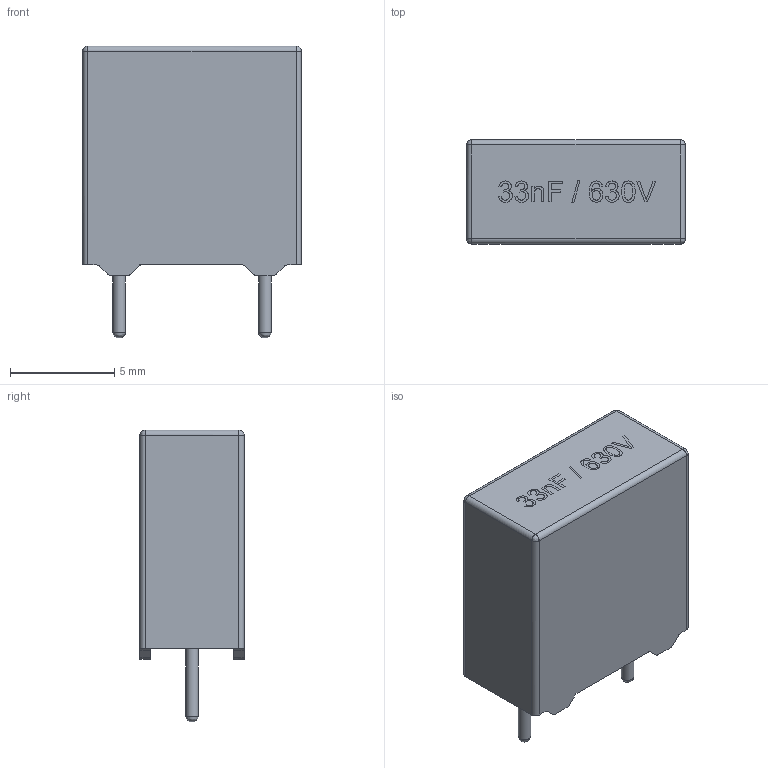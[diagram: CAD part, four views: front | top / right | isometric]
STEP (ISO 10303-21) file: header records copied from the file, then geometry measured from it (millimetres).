
FILE_DESCRIPTION(/* description */ (''),/* implementation_level */ '2;1');
FILE_NAME(/* name */ 'Film Capacitor L10,5xW5xH11mm 33nF 630V',/* time_stamp */ '2019-12-26T12:52:58+01:00',/* author */ (''),/* organization */ (''),/* preprocessor_version */ 'ST-DEVELOPER v16.5',/* originating_system */ '',/* authorisation */ '');
FILE_SCHEMA (('AUTOMOTIVE_DESIGN'));
Length unit declared in the file: millimetre
Products named in the file (1): Document
Bounding box: 10.5 x 5 x 14 mm (x, y, z)
Surface area: 744.4 mm2 (no closed solid volume)
Topology: 0 solids, 15 shells, 84 faces, 307 edges, 239 vertices
Faces by surface type: bspline 44, plane 40
Entity records: 3845 total; most frequent: CARTESIAN_POINT 2016, ORIENTED_EDGE 488, EDGE_CURVE 307, VERTEX_POINT 239, B_SPLINE_CURVE_WITH_KNOTS 231, EDGE_LOOP 95, ADVANCED_FACE 84, FACE_OUTER_BOUND 84
